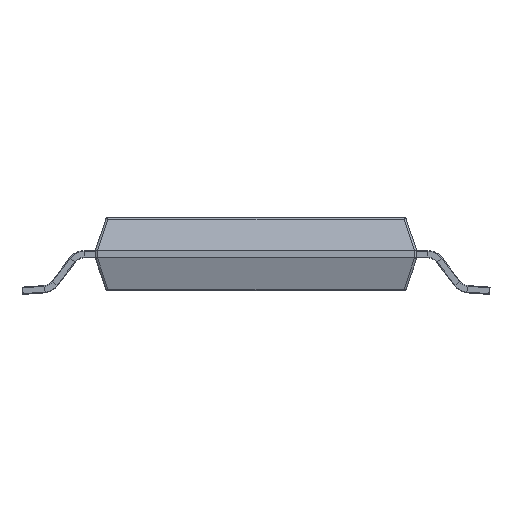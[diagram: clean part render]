
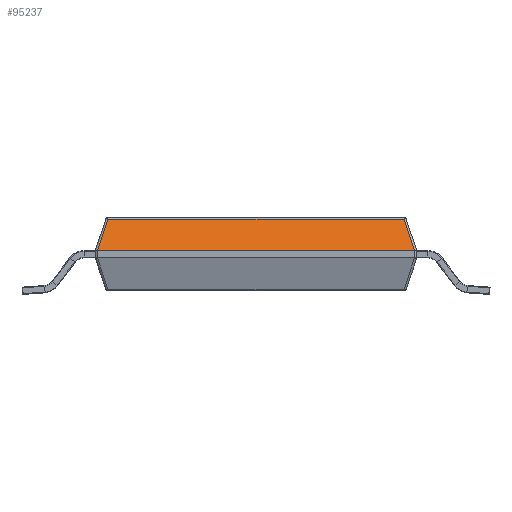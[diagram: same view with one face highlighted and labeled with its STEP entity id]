
A CAD part, front view. The second image highlights one B-rep face of the part: STEP entity #95237.
In plain terms, the highlighted planar face has unit normal (0, -0.949, 0.316).
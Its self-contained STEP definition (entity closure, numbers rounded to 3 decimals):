
#1150 = VERTEX_POINT ( 'NONE', #101886 ) ;
#1896 = LINE ( 'NONE', #3622, #105005 ) ;
#2075 = ORIENTED_EDGE ( 'NONE', *, *, #34140, .T. ) ;
#3622 = CARTESIAN_POINT ( 'NONE',  ( -2.2, -5.5, 0.58 ) ) ;
#4672 = CARTESIAN_POINT ( 'NONE',  ( 2.17, -5.5, 0.58 ) ) ;
#4862 = ORIENTED_EDGE ( 'NONE', *, *, #83556, .T. ) ;
#6412 = ORIENTED_EDGE ( 'NONE', *, *, #14215, .T. ) ;
#7545 = VECTOR ( 'NONE', #21937, 1000. ) ;
#14215 = EDGE_CURVE ( 'NONE', #47337, #1150, #69167, .T. ) ;
#14971 = ORIENTED_EDGE ( 'NONE', *, *, #88466, .F. ) ;
#16474 = FACE_OUTER_BOUND ( 'NONE', #22445, .T. ) ;
#20017 = VERTEX_POINT ( 'NONE', #108038 ) ;
#20783 = CARTESIAN_POINT ( 'NONE',  ( -2.17, -5.5, 0.58 ) ) ;
#21937 = DIRECTION ( 'NONE',  ( -0.302, -0.302, -0.905 ) ) ;
#22445 = EDGE_LOOP ( 'NONE', ( #14971, #4862, #6412, #2075, #105805, #24900 ) ) ;
#23696 = LINE ( 'NONE', #67881, #7545 ) ;
#24900 = ORIENTED_EDGE ( 'NONE', *, *, #93177, .T. ) ;
#29704 = CARTESIAN_POINT ( 'NONE',  ( 2.171, -5.5, 0.58 ) ) ;
#30266 = CARTESIAN_POINT ( 'NONE',  ( 2.171, -5.5, 0.58 ) ) ;
#34140 = EDGE_CURVE ( 'NONE', #1150, #62946, #111314, .T. ) ;
#35034 = CARTESIAN_POINT ( 'NONE',  ( 0., -5.35, 1.03 ) ) ;
#36792 = VERTEX_POINT ( 'NONE', #80314 ) ;
#40623 = CARTESIAN_POINT ( 'NONE',  ( 1.838, -5.166, 1.581 ) ) ;
#45727 = CARTESIAN_POINT ( 'NONE',  ( 2.172, -5.5, 0.58 ) ) ;
#47337 = VERTEX_POINT ( 'NONE', #45727 ) ;
#48212 = CARTESIAN_POINT ( 'NONE',  ( 2.172, -5.5, 0.58 ) ) ;
#48520 =( BOUNDED_CURVE ( )  B_SPLINE_CURVE ( 3, ( #66139, #90502, #100377, #20783 ),
 .UNSPECIFIED., .F., .T. ) 
 B_SPLINE_CURVE_WITH_KNOTS ( ( 4, 4 ),
 ( 6.233, 6.283 ),
 .UNSPECIFIED. ) 
 CURVE ( )  GEOMETRIC_REPRESENTATION_ITEM ( )  RATIONAL_B_SPLINE_CURVE ( ( 1., 1., 1., 1. ) ) 
 REPRESENTATION_ITEM ( '' )  );
#49998 = DIRECTION ( 'NONE',  ( -0.302, 0.302, 0.905 ) ) ;
#51529 = VECTOR ( 'NONE', #104335, 1000. ) ;
#56980 = EDGE_CURVE ( 'NONE', #62946, #20017, #23696, .T. ) ;
#62946 = VERTEX_POINT ( 'NONE', #72621 ) ;
#65010 = VECTOR ( 'NONE', #49998, 1000. ) ;
#66139 = CARTESIAN_POINT ( 'NONE',  ( -2.172, -5.5, 0.58 ) ) ;
#67881 = CARTESIAN_POINT ( 'NONE',  ( -1.838, -5.166, 1.581 ) ) ;
#69167 = LINE ( 'NONE', #40623, #65010 ) ;
#72621 = CARTESIAN_POINT ( 'NONE',  ( -2.028, -5.357, 1.009 ) ) ;
#75681 = CARTESIAN_POINT ( 'NONE',  ( -2.17, -5.5, 0.58 ) ) ;
#77065 = CARTESIAN_POINT ( 'NONE',  ( 0., -5.357, 1.009 ) ) ;
#79670 = VERTEX_POINT ( 'NONE', #75681 ) ;
#80314 = CARTESIAN_POINT ( 'NONE',  ( 2.17, -5.5, 0.58 ) ) ;
#83556 = EDGE_CURVE ( 'NONE', #36792, #47337, #96049, .T. ) ;
#86197 = DIRECTION ( 'NONE',  ( -1., 0., 0. ) ) ;
#88466 = EDGE_CURVE ( 'NONE', #36792, #79670, #1896, .T. ) ;
#90502 = CARTESIAN_POINT ( 'NONE',  ( -2.171, -5.5, 0.58 ) ) ;
#92514 = DIRECTION ( 'NONE',  ( -1., 0., 0. ) ) ;
#93177 = EDGE_CURVE ( 'NONE', #20017, #79670, #48520, .T. ) ;
#95237 = ADVANCED_FACE ( 'NONE', ( #16474 ), #114556, .T. ) ;
#96049 =( BOUNDED_CURVE ( )  B_SPLINE_CURVE ( 3, ( #4672, #30266, #29704, #48212 ),
 .UNSPECIFIED., .F., .T. ) 
 B_SPLINE_CURVE_WITH_KNOTS ( ( 4, 4 ),
 ( 0., 0.05 ),
 .UNSPECIFIED. ) 
 CURVE ( )  GEOMETRIC_REPRESENTATION_ITEM ( )  RATIONAL_B_SPLINE_CURVE ( ( 1., 1., 1., 1. ) ) 
 REPRESENTATION_ITEM ( '' )  );
#100377 = CARTESIAN_POINT ( 'NONE',  ( -2.171, -5.5, 0.58 ) ) ;
#101886 = CARTESIAN_POINT ( 'NONE',  ( 2.028, -5.357, 1.009 ) ) ;
#104335 = DIRECTION ( 'NONE',  ( -1., 0., 0. ) ) ;
#105005 = VECTOR ( 'NONE', #92514, 1000. ) ;
#105805 = ORIENTED_EDGE ( 'NONE', *, *, #56980, .T. ) ;
#105902 = DIRECTION ( 'NONE',  ( 0., -0.949, 0.316 ) ) ;
#108038 = CARTESIAN_POINT ( 'NONE',  ( -2.172, -5.5, 0.58 ) ) ;
#108199 = AXIS2_PLACEMENT_3D ( 'NONE', #35034, #105902, #86197 ) ;
#111314 = LINE ( 'NONE', #77065, #51529 ) ;
#114556 = PLANE ( 'NONE',  #108199 ) ;
